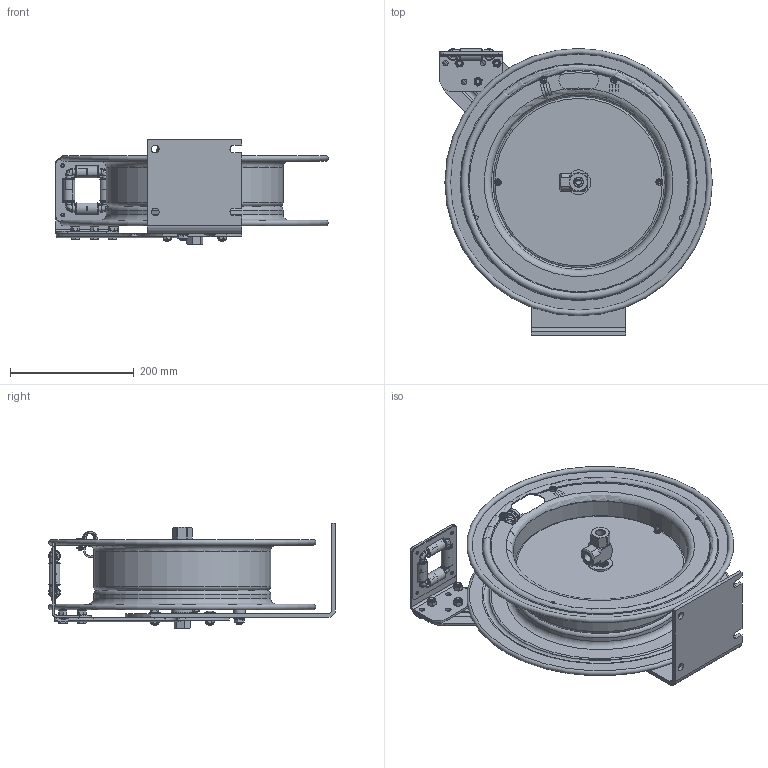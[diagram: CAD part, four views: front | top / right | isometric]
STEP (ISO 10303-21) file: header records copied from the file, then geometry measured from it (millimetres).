
FILE_DESCRIPTION(/* description */ (''),/* implementation_level */ '2;1');
FILE_NAME(/* name */ 'P-LP-350-AL_SHARED.stp',/* time_stamp */ '2020-04-02T14:01:17-07:00',/* author */ ('NMelton'),/* organization */ (''),/* preprocessor_version */ 'ST-DEVELOPER v17',/* originating_system */ 'Autodesk Inventor 2019',/* authorisation */ '');
FILE_SCHEMA (('AUTOMOTIVE_DESIGN { 1 0 10303 214 3 1 1 }','FEATURE_BASED_PROCESS_PLANNING'));
Products named in the file (1): P-LP-350-AL_SHARED
Bounding box: 440.19 x 463.42 x 170.69 mm (x, y, z)
Surface area: 1023028.1 mm2 (no closed solid volume)
Topology: 0 solids, 120 shells, 1992 faces, 8801 edges, 6679 vertices
Faces by surface type: plane 983, cylinder 433, bspline 335, cone 142, torus 66, sphere 33
Full cylindrical faces by diameter (mm): 2.159 x2, 2.54 x1, 3.048 x1, 3.962 x2, 4.826 x6, 5.182 x2, 5.613 x4, 6.35 x5, 7.938 x3, 8.636 x7, 8.89 x1, 11.43 x3, 12.192 x8, 12.7 x2, 14.859 x1, 15.875 x1, 17.399 x1, 17.882 x1, 19.05 x5, 20.574 x1, 25.362 x1, 28.575 x1, 34.925 x1, 35.052 x1, 39.624 x1, 282.448 x2, 285.648 x2
Entity records: 96378 total; most frequent: CARTESIAN_POINT 28128, ORIENTED_EDGE 12859, DIRECTION 11981, EDGE_CURVE 8760, VERTEX_POINT 6679, LINE 4971, VECTOR 4971, AXIS2_PLACEMENT_3D 3505
